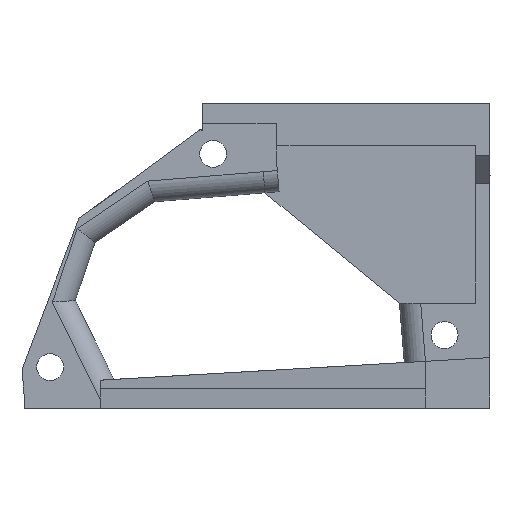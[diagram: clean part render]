
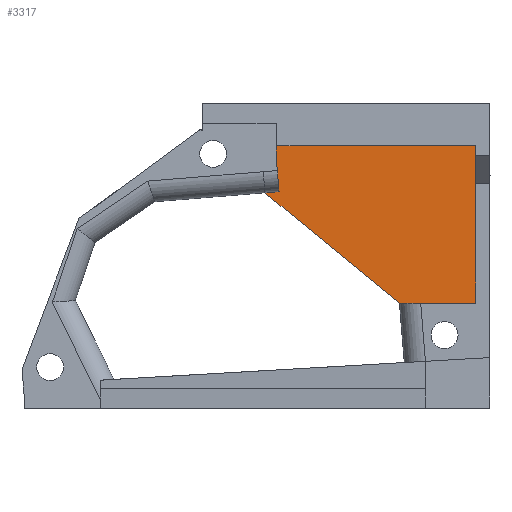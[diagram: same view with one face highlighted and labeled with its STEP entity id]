
A CAD part, front view. The second image highlights one B-rep face of the part: STEP entity #3317.
In plain terms, the highlighted planar face has unit normal (0, -1, 0).
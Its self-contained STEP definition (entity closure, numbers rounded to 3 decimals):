
#160=PLANE('',#3573);
#317=FACE_OUTER_BOUND('',#505,.T.);
#505=EDGE_LOOP('',(#2808,#2809,#2810,#2811,#2812,#2813,#2814,#2815,#2816,
#2817,#2818));
#814=LINE('',#5350,#1190);
#819=LINE('',#5373,#1195);
#824=LINE('',#5381,#1200);
#825=LINE('',#5384,#1201);
#826=LINE('',#5385,#1202);
#827=LINE('',#5386,#1203);
#828=LINE('',#5388,#1204);
#829=LINE('',#5390,#1205);
#830=LINE('',#5392,#1206);
#831=LINE('',#5394,#1207);
#832=LINE('',#5395,#1208);
#1190=VECTOR('',#4241,10.);
#1195=VECTOR('',#4266,10.);
#1200=VECTOR('',#4273,10.);
#1201=VECTOR('',#4276,10.);
#1202=VECTOR('',#4277,10.);
#1203=VECTOR('',#4278,10.);
#1204=VECTOR('',#4279,10.);
#1205=VECTOR('',#4280,10.);
#1206=VECTOR('',#4281,10.);
#1207=VECTOR('',#4282,10.);
#1208=VECTOR('',#4283,10.);
#1597=VERTEX_POINT('',#5224);
#1619=VERTEX_POINT('',#5345);
#1620=VERTEX_POINT('',#5349);
#1627=VERTEX_POINT('',#5370);
#1628=VERTEX_POINT('',#5372);
#1630=VERTEX_POINT('',#5379);
#1631=VERTEX_POINT('',#5383);
#1632=VERTEX_POINT('',#5387);
#1633=VERTEX_POINT('',#5389);
#1634=VERTEX_POINT('',#5391);
#1635=VERTEX_POINT('',#5393);
#2034=EDGE_CURVE('',#1619,#1620,#814,.T.);
#2045=EDGE_CURVE('',#1627,#1628,#819,.T.);
#2050=EDGE_CURVE('',#1630,#1627,#824,.T.);
#2051=EDGE_CURVE('',#1630,#1631,#825,.T.);
#2052=EDGE_CURVE('',#1620,#1631,#826,.T.);
#2053=EDGE_CURVE('',#1597,#1619,#827,.T.);
#2054=EDGE_CURVE('',#1632,#1597,#828,.T.);
#2055=EDGE_CURVE('',#1633,#1632,#829,.T.);
#2056=EDGE_CURVE('',#1633,#1634,#830,.T.);
#2057=EDGE_CURVE('',#1635,#1634,#831,.T.);
#2058=EDGE_CURVE('',#1628,#1635,#832,.T.);
#2808=ORIENTED_EDGE('',*,*,#2050,.F.);
#2809=ORIENTED_EDGE('',*,*,#2051,.T.);
#2810=ORIENTED_EDGE('',*,*,#2052,.F.);
#2811=ORIENTED_EDGE('',*,*,#2034,.F.);
#2812=ORIENTED_EDGE('',*,*,#2053,.F.);
#2813=ORIENTED_EDGE('',*,*,#2054,.F.);
#2814=ORIENTED_EDGE('',*,*,#2055,.F.);
#2815=ORIENTED_EDGE('',*,*,#2056,.T.);
#2816=ORIENTED_EDGE('',*,*,#2057,.F.);
#2817=ORIENTED_EDGE('',*,*,#2058,.F.);
#2818=ORIENTED_EDGE('',*,*,#2045,.F.);
#3317=ADVANCED_FACE('',(#317),#160,.F.);
#3573=AXIS2_PLACEMENT_3D('',#5382,#4274,#4275);
#4241=DIRECTION('',(0.997,0.,0.082));
#4266=DIRECTION('',(1.,0.,0.));
#4273=DIRECTION('',(1.,0.,0.002));
#4274=DIRECTION('center_axis',(0.,1.,0.));
#4275=DIRECTION('ref_axis',(-0.081,0.,0.997));
#4276=DIRECTION('',(0.002,0.,-1.));
#4277=DIRECTION('',(-0.082,0.,0.997));
#4278=DIRECTION('',(-0.773,0.,0.634));
#4279=DIRECTION('',(-1.,0.,0.));
#4280=DIRECTION('',(0.,0.,-1.));
#4281=DIRECTION('',(-0.003,0.,1.));
#4282=DIRECTION('',(0.,0.,-1.));
#4283=DIRECTION('',(0.,0.,-1.));
#5224=CARTESIAN_POINT('',(52.962,-35.,16.82));
#5345=CARTESIAN_POINT('',(5.373,-35.,55.862));
#5349=CARTESIAN_POINT('',(10.357,-35.,56.27));
#5350=CARTESIAN_POINT('',(7.49,-35.,56.035));
#5370=CARTESIAN_POINT('',(14.638,-35.,72.467));
#5372=CARTESIAN_POINT('',(79.982,-35.,72.467));
#5373=CARTESIAN_POINT('',(27.633,-35.,72.467));
#5379=CARTESIAN_POINT('',(9.348,-35.,72.457));
#5381=CARTESIAN_POINT('',(11.016,-35.,72.46));
#5382=CARTESIAN_POINT('Origin',(7.478,-35.,20.945));
#5383=CARTESIAN_POINT('',(9.355,-35.,68.5));
#5384=CARTESIAN_POINT('',(9.355,-35.,68.5));
#5385=CARTESIAN_POINT('',(11.284,-35.,44.957));
#5386=CARTESIAN_POINT('',(42.554,-35.,25.359));
#5387=CARTESIAN_POINT('',(80.,-35.,16.82));
#5388=CARTESIAN_POINT('',(30.22,-35.,16.82));
#5389=CARTESIAN_POINT('',(80.,-35.,38.956));
#5390=CARTESIAN_POINT('',(80.,-35.,-10.397));
#5391=CARTESIAN_POINT('',(79.982,-35.,45.));
#5392=CARTESIAN_POINT('',(80.,-35.,38.956));
#5393=CARTESIAN_POINT('',(79.982,-35.,54.001));
#5394=CARTESIAN_POINT('',(79.981,-35.,32.971));
#5395=CARTESIAN_POINT('',(79.982,-35.,37.473));
